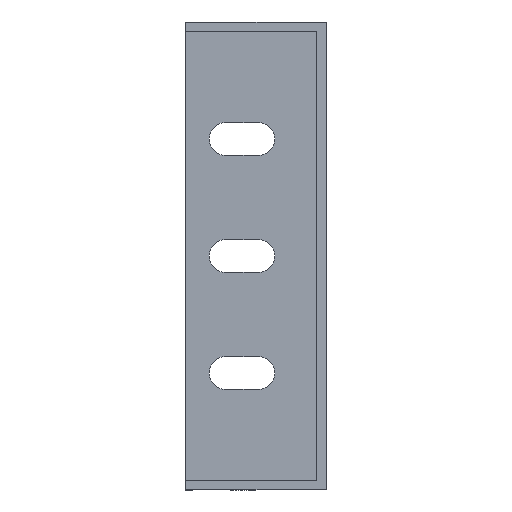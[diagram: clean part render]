
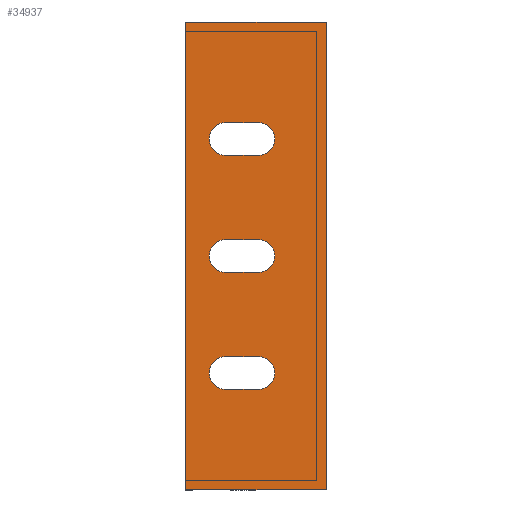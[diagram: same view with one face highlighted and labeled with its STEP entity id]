
A CAD part, left-side view. The second image highlights one B-rep face of the part: STEP entity #34937.
In plain terms, the highlighted planar face has unit normal (-1, 0, 0).
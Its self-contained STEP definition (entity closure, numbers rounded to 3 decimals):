
#96 = VERTEX_POINT ( 'NONE', #25351 ) ;
#340 = DIRECTION ( 'NONE',  ( 0., -1., 0. ) ) ;
#467 = CARTESIAN_POINT ( 'NONE',  ( -551., 21.5, 28.5 ) ) ;
#969 = CARTESIAN_POINT ( 'NONE',  ( -551., 14.5, 0. ) ) ;
#1015 = CARTESIAN_POINT ( 'NONE',  ( -551., 21.5, 25. ) ) ;
#1139 = AXIS2_PLACEMENT_3D ( 'NONE', #1015, #6344, #24371 ) ;
#1214 = FACE_OUTER_BOUND ( 'NONE', #11795, .T. ) ;
#1592 = EDGE_CURVE ( 'NONE', #29778, #9324, #4804, .T. ) ;
#1649 = CARTESIAN_POINT ( 'NONE',  ( -551., 21.5, 21.5 ) ) ;
#2038 = EDGE_CURVE ( 'NONE', #9324, #28724, #26703, .T. ) ;
#2173 = CIRCLE ( 'NONE', #30902, 3.5 ) ;
#2227 = DIRECTION ( 'NONE',  ( 0., 0., -1. ) ) ;
#2250 = EDGE_CURVE ( 'NONE', #24487, #29778, #34891, .T. ) ;
#2675 = VECTOR ( 'NONE', #33831, 1000. ) ;
#3050 = ORIENTED_EDGE ( 'NONE', *, *, #35306, .T. ) ;
#3579 = CARTESIAN_POINT ( 'NONE',  ( -551., 0., 50. ) ) ;
#4253 = DIRECTION ( 'NONE',  ( 1., 0., 0. ) ) ;
#4397 = VERTEX_POINT ( 'NONE', #12723 ) ;
#4804 = CIRCLE ( 'NONE', #1139, 3.5 ) ;
#6303 = EDGE_CURVE ( 'NONE', #18628, #25455, #17087, .T. ) ;
#6344 = DIRECTION ( 'NONE',  ( 1., 0., 0. ) ) ;
#6387 = DIRECTION ( 'NONE',  ( 1., 0., 0. ) ) ;
#6430 = VECTOR ( 'NONE', #19381, 1000. ) ;
#6662 = DIRECTION ( 'NONE',  ( 0., -1., 0. ) ) ;
#6937 = EDGE_LOOP ( 'NONE', ( #26130, #19562, #22100, #18350 ) ) ;
#6945 = EDGE_CURVE ( 'NONE', #23938, #96, #32887, .T. ) ;
#6947 = ORIENTED_EDGE ( 'NONE', *, *, #2250, .T. ) ;
#7052 = AXIS2_PLACEMENT_3D ( 'NONE', #24017, #6387, #26522 ) ;
#7078 = VERTEX_POINT ( 'NONE', #8017 ) ;
#7237 = LINE ( 'NONE', #33683, #28422 ) ;
#7495 = VERTEX_POINT ( 'NONE', #34587 ) ;
#7681 = FACE_BOUND ( 'NONE', #35632, .T. ) ;
#7996 = VERTEX_POINT ( 'NONE', #8291 ) ;
#8017 = CARTESIAN_POINT ( 'NONE',  ( -551., 21.5, 3.5 ) ) ;
#8291 = CARTESIAN_POINT ( 'NONE',  ( -551., 0., -50. ) ) ;
#8319 = EDGE_CURVE ( 'NONE', #7078, #4397, #7237, .T. ) ;
#8744 = EDGE_CURVE ( 'NONE', #23938, #37465, #28460, .T. ) ;
#9040 = DIRECTION ( 'NONE',  ( 0., 1., 0. ) ) ;
#9201 = EDGE_CURVE ( 'NONE', #28724, #24487, #11938, .T. ) ;
#9324 = VERTEX_POINT ( 'NONE', #9410 ) ;
#9410 = CARTESIAN_POINT ( 'NONE',  ( -551., 21.5, 28.5 ) ) ;
#10553 = CARTESIAN_POINT ( 'NONE',  ( -551., 0., 338.989 ) ) ;
#10722 = ORIENTED_EDGE ( 'NONE', *, *, #30942, .T. ) ;
#10986 = ORIENTED_EDGE ( 'NONE', *, *, #15620, .T. ) ;
#11451 = AXIS2_PLACEMENT_3D ( 'NONE', #12480, #4253, #29739 ) ;
#11627 = VERTEX_POINT ( 'NONE', #31371 ) ;
#11795 = EDGE_LOOP ( 'NONE', ( #26667, #14141, #14572, #19306 ) ) ;
#11938 = CIRCLE ( 'NONE', #7052, 3.5 ) ;
#12120 = DIRECTION ( 'NONE',  ( 0., -1., 0. ) ) ;
#12480 = CARTESIAN_POINT ( 'NONE',  ( -551., 14.5, -25. ) ) ;
#12672 = PLANE ( 'NONE',  #22349 ) ;
#12723 = CARTESIAN_POINT ( 'NONE',  ( -551., 14.5, 3.5 ) ) ;
#13796 = CIRCLE ( 'NONE', #14377, 3.5 ) ;
#13971 = AXIS2_PLACEMENT_3D ( 'NONE', #34317, #31821, #36987 ) ;
#14141 = ORIENTED_EDGE ( 'NONE', *, *, #24055, .T. ) ;
#14377 = AXIS2_PLACEMENT_3D ( 'NONE', #969, #33705, #15677 ) ;
#14572 = ORIENTED_EDGE ( 'NONE', *, *, #28307, .T. ) ;
#15620 = EDGE_CURVE ( 'NONE', #32021, #11627, #33572, .T. ) ;
#15677 = DIRECTION ( 'NONE',  ( 0., -1., 0. ) ) ;
#15685 = CARTESIAN_POINT ( 'NONE',  ( -551., 30., 50. ) ) ;
#16105 = CARTESIAN_POINT ( 'NONE',  ( -551., 14.5, 21.5 ) ) ;
#16954 = CARTESIAN_POINT ( 'NONE',  ( -551., 14.5, -21.5 ) ) ;
#17087 = LINE ( 'NONE', #31477, #21044 ) ;
#17341 = CARTESIAN_POINT ( 'NONE',  ( -551., 14.5, -3.5 ) ) ;
#17648 = VECTOR ( 'NONE', #25900, 1000. ) ;
#17656 = CARTESIAN_POINT ( 'NONE',  ( -551., 21.5, -25. ) ) ;
#18350 = ORIENTED_EDGE ( 'NONE', *, *, #21372, .T. ) ;
#18628 = VERTEX_POINT ( 'NONE', #33578 ) ;
#19260 = VECTOR ( 'NONE', #2227, 1000. ) ;
#19306 = ORIENTED_EDGE ( 'NONE', *, *, #6945, .F. ) ;
#19381 = DIRECTION ( 'NONE',  ( 0., 1., 0. ) ) ;
#19562 = ORIENTED_EDGE ( 'NONE', *, *, #6303, .T. ) ;
#19578 = CARTESIAN_POINT ( 'NONE',  ( -551., 0., -50. ) ) ;
#19841 = LINE ( 'NONE', #22901, #2675 ) ;
#20687 = CIRCLE ( 'NONE', #13971, 3.5 ) ;
#21044 = VECTOR ( 'NONE', #31659, 1000. ) ;
#21372 = EDGE_CURVE ( 'NONE', #36733, #7495, #26891, .T. ) ;
#21449 = VECTOR ( 'NONE', #9040, 1000. ) ;
#21886 = CARTESIAN_POINT ( 'NONE',  ( -551., 21.5, -3.5 ) ) ;
#22070 = FACE_BOUND ( 'NONE', #6937, .T. ) ;
#22100 = ORIENTED_EDGE ( 'NONE', *, *, #23977, .T. ) ;
#22252 = DIRECTION ( 'NONE',  ( -1., 0., 0. ) ) ;
#22349 = AXIS2_PLACEMENT_3D ( 'NONE', #10553, #22252, #33930 ) ;
#22800 = ORIENTED_EDGE ( 'NONE', *, *, #2038, .T. ) ;
#22901 = CARTESIAN_POINT ( 'NONE',  ( -551., 0., 0. ) ) ;
#23938 = VERTEX_POINT ( 'NONE', #15685 ) ;
#23976 = DIRECTION ( 'NONE',  ( 1., 0., 0. ) ) ;
#23977 = EDGE_CURVE ( 'NONE', #25455, #36733, #27984, .T. ) ;
#24017 = CARTESIAN_POINT ( 'NONE',  ( -551., 14.5, 25. ) ) ;
#24055 = EDGE_CURVE ( 'NONE', #37465, #7996, #27998, .T. ) ;
#24371 = DIRECTION ( 'NONE',  ( 0., -1., 0. ) ) ;
#24487 = VERTEX_POINT ( 'NONE', #16105 ) ;
#25219 = CARTESIAN_POINT ( 'NONE',  ( -551., 14.5, -28.5 ) ) ;
#25351 = CARTESIAN_POINT ( 'NONE',  ( -551., 0., 50. ) ) ;
#25455 = VERTEX_POINT ( 'NONE', #16954 ) ;
#25627 = ORIENTED_EDGE ( 'NONE', *, *, #8319, .T. ) ;
#25772 = CARTESIAN_POINT ( 'NONE',  ( -551., 30., 338.989 ) ) ;
#25900 = DIRECTION ( 'NONE',  ( 0., 1., 0. ) ) ;
#26130 = ORIENTED_EDGE ( 'NONE', *, *, #34766, .T. ) ;
#26190 = EDGE_LOOP ( 'NONE', ( #10722, #25627, #3050, #10986 ) ) ;
#26522 = DIRECTION ( 'NONE',  ( 0., -1., 0. ) ) ;
#26566 = VECTOR ( 'NONE', #340, 1000. ) ;
#26667 = ORIENTED_EDGE ( 'NONE', *, *, #8744, .T. ) ;
#26703 = LINE ( 'NONE', #467, #28088 ) ;
#26891 = LINE ( 'NONE', #32233, #21449 ) ;
#27984 = CIRCLE ( 'NONE', #11451, 3.5 ) ;
#27998 = LINE ( 'NONE', #19578, #29194 ) ;
#28088 = VECTOR ( 'NONE', #12120, 1000. ) ;
#28307 = EDGE_CURVE ( 'NONE', #7996, #96, #19841, .T. ) ;
#28422 = VECTOR ( 'NONE', #6662, 1000. ) ;
#28460 = LINE ( 'NONE', #25772, #19260 ) ;
#28724 = VERTEX_POINT ( 'NONE', #36460 ) ;
#29194 = VECTOR ( 'NONE', #36790, 1000. ) ;
#29739 = DIRECTION ( 'NONE',  ( 0., -1., 0. ) ) ;
#29778 = VERTEX_POINT ( 'NONE', #1649 ) ;
#30902 = AXIS2_PLACEMENT_3D ( 'NONE', #17656, #23976, #35469 ) ;
#30942 = EDGE_CURVE ( 'NONE', #11627, #7078, #20687, .T. ) ;
#31371 = CARTESIAN_POINT ( 'NONE',  ( -551., 21.5, -3.5 ) ) ;
#31477 = CARTESIAN_POINT ( 'NONE',  ( -551., 21.5, -21.5 ) ) ;
#31659 = DIRECTION ( 'NONE',  ( 0., -1., 0. ) ) ;
#31821 = DIRECTION ( 'NONE',  ( 1., 0., 0. ) ) ;
#31843 = CARTESIAN_POINT ( 'NONE',  ( -551., 21.5, 21.5 ) ) ;
#32021 = VERTEX_POINT ( 'NONE', #17341 ) ;
#32233 = CARTESIAN_POINT ( 'NONE',  ( -551., 21.5, -28.5 ) ) ;
#32887 = LINE ( 'NONE', #3579, #26566 ) ;
#33572 = LINE ( 'NONE', #21886, #6430 ) ;
#33578 = CARTESIAN_POINT ( 'NONE',  ( -551., 21.5, -21.5 ) ) ;
#33683 = CARTESIAN_POINT ( 'NONE',  ( -551., 21.5, 3.5 ) ) ;
#33705 = DIRECTION ( 'NONE',  ( 1., 0., 0. ) ) ;
#33831 = DIRECTION ( 'NONE',  ( 0., 0., 1. ) ) ;
#33930 = DIRECTION ( 'NONE',  ( 0., 1., 0. ) ) ;
#34317 = CARTESIAN_POINT ( 'NONE',  ( -551., 21.5, 0. ) ) ;
#34587 = CARTESIAN_POINT ( 'NONE',  ( -551., 21.5, -28.5 ) ) ;
#34766 = EDGE_CURVE ( 'NONE', #7495, #18628, #2173, .T. ) ;
#34891 = LINE ( 'NONE', #31843, #17648 ) ;
#34937 = ADVANCED_FACE ( 'NONE', ( #22070, #7681, #36785, #1214 ), #12672, .T. ) ;
#35306 = EDGE_CURVE ( 'NONE', #4397, #32021, #13796, .T. ) ;
#35469 = DIRECTION ( 'NONE',  ( 0., -1., 0. ) ) ;
#35632 = EDGE_LOOP ( 'NONE', ( #36216, #22800, #37889, #6947 ) ) ;
#36216 = ORIENTED_EDGE ( 'NONE', *, *, #1592, .T. ) ;
#36426 = CARTESIAN_POINT ( 'NONE',  ( -551., 30., -50. ) ) ;
#36460 = CARTESIAN_POINT ( 'NONE',  ( -551., 14.5, 28.5 ) ) ;
#36733 = VERTEX_POINT ( 'NONE', #25219 ) ;
#36785 = FACE_BOUND ( 'NONE', #26190, .T. ) ;
#36790 = DIRECTION ( 'NONE',  ( 0., -1., 0. ) ) ;
#36987 = DIRECTION ( 'NONE',  ( 0., -1., 0. ) ) ;
#37465 = VERTEX_POINT ( 'NONE', #36426 ) ;
#37889 = ORIENTED_EDGE ( 'NONE', *, *, #9201, .T. ) ;
